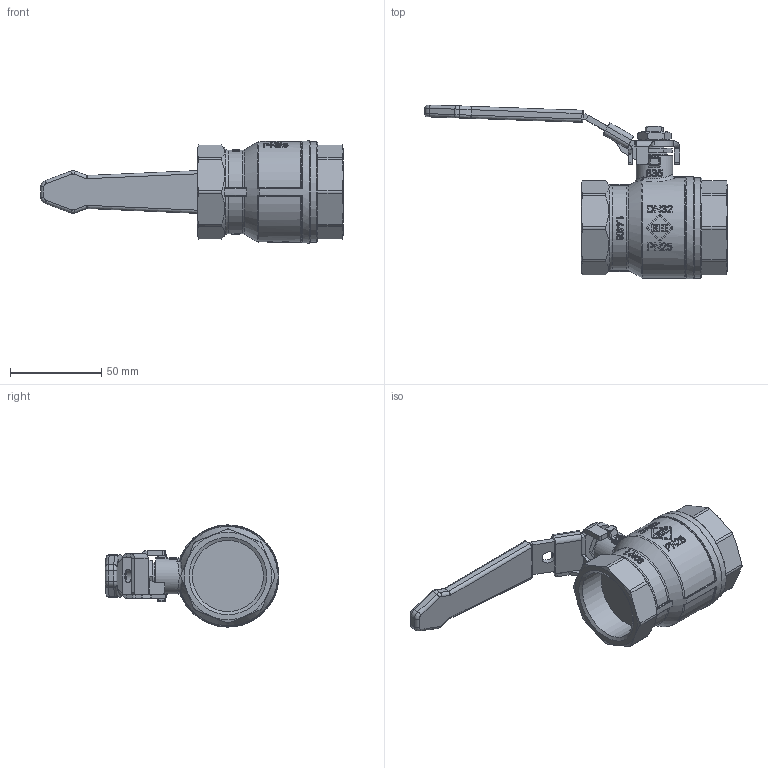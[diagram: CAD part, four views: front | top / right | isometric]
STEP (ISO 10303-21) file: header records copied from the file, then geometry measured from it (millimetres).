
FILE_DESCRIPTION(/* description */ (''),/* implementation_level */ '2;1');
FILE_NAME(/* name */ '835_835_0_32.stp',/* time_stamp */ '2021-09-27T12:11:11+02:00',/* author */ ('sga-ext'),/* organization */ (''),/* preprocessor_version */ 'ST-DEVELOPER v18.1',/* originating_system */ 'Autodesk Inventor 2021',/* authorisation */ '');
FILE_SCHEMA (('AUTOMOTIVE_DESIGN { 1 0 10303 214 3 1 1 }'));
Products named in the file (1): ENG-068168
Bounding box: 165.9 x 95.39 x 56 mm (x, y, z)
Volume: 152620.4 mm3; surface area: 32877.9 mm2
Topology: 2 solids, 2 shells, 1400 faces, 3638 edges, 2344 vertices
Faces by surface type: plane 632, bspline 486, cylinder 211, cone 38, torus 25, sphere 8
Full cylindrical faces by diameter (mm): 7.5 x1, 10.4 x1, 14.3 x1, 16 x1, 20 x1, 38.952 x1, 38.953 x1, 55 x1, 56 x1
Entity records: 52037 total; most frequent: CARTESIAN_POINT 19599, ORIENTED_EDGE 7248, DIRECTION 4917, EDGE_CURVE 3624, VERTEX_POINT 2344, LINE 1905, VECTOR 1905, EDGE_LOOP 1518
